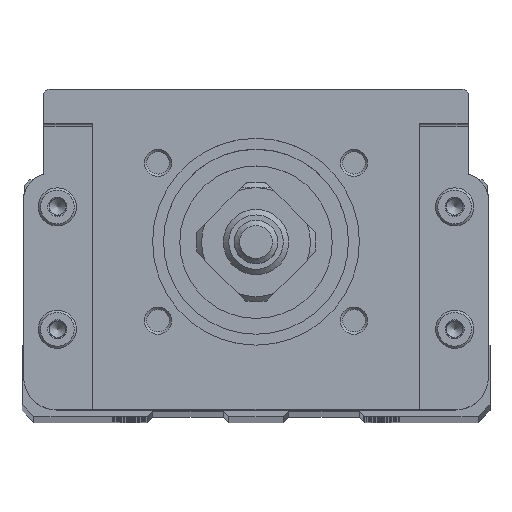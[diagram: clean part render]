
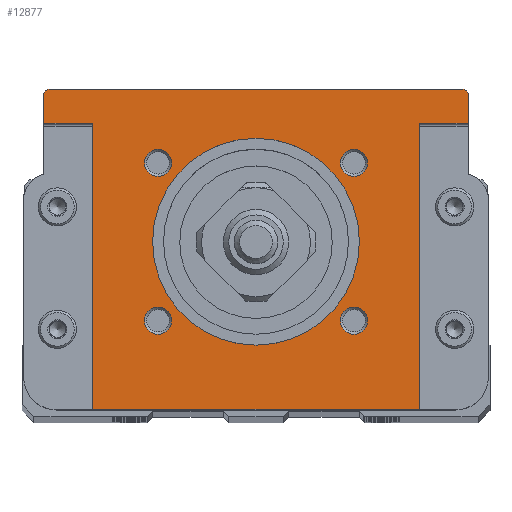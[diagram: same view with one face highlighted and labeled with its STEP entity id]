
A CAD part, top view. The second image highlights one B-rep face of the part: STEP entity #12877.
In plain terms, the highlighted face is planar.
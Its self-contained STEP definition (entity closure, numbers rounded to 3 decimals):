
#112=LINE('',#17411,#959);
#273=LINE('',#17835,#1120);
#278=LINE('',#17853,#1125);
#285=LINE('',#17877,#1132);
#453=LINE('',#18657,#1300);
#456=LINE('',#18665,#1303);
#459=LINE('',#18675,#1306);
#462=LINE('',#18683,#1309);
#959=VECTOR('',#14231,1000.);
#1120=VECTOR('',#14628,1000.);
#1125=VECTOR('',#14645,1000.);
#1132=VECTOR('',#14666,1000.);
#1300=VECTOR('',#15306,1000.);
#1303=VECTOR('',#15313,1000.);
#1306=VECTOR('',#15326,1000.);
#1309=VECTOR('',#15333,1000.);
#3826=ORIENTED_EDGE('',*,*,#5150,.T.);
#3827=ORIENTED_EDGE('',*,*,#5146,.T.);
#3828=ORIENTED_EDGE('',*,*,#5141,.T.);
#3829=ORIENTED_EDGE('',*,*,#5465,.F.);
#3830=ORIENTED_EDGE('',*,*,#5461,.F.);
#3831=ORIENTED_EDGE('',*,*,#4914,.T.);
#3832=ORIENTED_EDGE('',*,*,#5452,.T.);
#3833=ORIENTED_EDGE('',*,*,#5456,.T.);
#3834=ORIENTED_EDGE('',*,*,#5162,.T.);
#3835=ORIENTED_EDGE('',*,*,#5160,.T.);
#3836=ORIENTED_EDGE('',*,*,#5676,.T.);
#3837=ORIENTED_EDGE('',*,*,#5677,.T.);
#3838=ORIENTED_EDGE('',*,*,#5678,.T.);
#3839=ORIENTED_EDGE('',*,*,#5679,.T.);
#3840=ORIENTED_EDGE('',*,*,#5675,.T.);
#4914=EDGE_CURVE('',#6259,#6260,#112,.T.);
#5141=EDGE_CURVE('',#6404,#6405,#273,.T.);
#5146=EDGE_CURVE('',#6408,#6404,#7195,.F.);
#5150=EDGE_CURVE('',#6411,#6408,#278,.T.);
#5160=EDGE_CURVE('',#6420,#6411,#7202,.F.);
#5162=EDGE_CURVE('',#6421,#6420,#285,.T.);
#5452=EDGE_CURVE('',#6260,#6617,#453,.T.);
#5456=EDGE_CURVE('',#6617,#6421,#456,.T.);
#5461=EDGE_CURVE('',#6259,#6622,#459,.T.);
#5465=EDGE_CURVE('',#6622,#6405,#462,.T.);
#5675=EDGE_CURVE('',#6770,#6770,#7402,.T.);
#5676=EDGE_CURVE('',#6771,#6771,#7403,.T.);
#5677=EDGE_CURVE('',#6772,#6772,#7404,.T.);
#5678=EDGE_CURVE('',#6773,#6773,#7405,.T.);
#5679=EDGE_CURVE('',#6774,#6774,#7406,.T.);
#6259=VERTEX_POINT('',#17412);
#6260=VERTEX_POINT('',#17413);
#6404=VERTEX_POINT('',#17836);
#6405=VERTEX_POINT('',#17837);
#6408=VERTEX_POINT('',#17846);
#6411=VERTEX_POINT('',#17854);
#6420=VERTEX_POINT('',#17874);
#6421=VERTEX_POINT('',#17878);
#6617=VERTEX_POINT('',#18658);
#6622=VERTEX_POINT('',#18676);
#6770=VERTEX_POINT('',#19229);
#6771=VERTEX_POINT('',#19232);
#6772=VERTEX_POINT('',#19234);
#6773=VERTEX_POINT('',#19236);
#6774=VERTEX_POINT('',#19238);
#7195=CIRCLE('',#13268,1.);
#7202=CIRCLE('',#13277,1.);
#7402=CIRCLE('',#13799,19.);
#7403=CIRCLE('',#13801,2.5);
#7404=CIRCLE('',#13802,2.5);
#7405=CIRCLE('',#13803,2.5);
#7406=CIRCLE('',#13804,2.5);
#8034=EDGE_LOOP('',(#3826,#3827,#3828,#3829,#3830,#3831,#3832,#3833,#3834,
#3835));
#8035=EDGE_LOOP('',(#3836));
#8036=EDGE_LOOP('',(#3837));
#8037=EDGE_LOOP('',(#3838));
#8038=EDGE_LOOP('',(#3839));
#8039=EDGE_LOOP('',(#3840));
#8885=FACE_BOUND('',#8034,.T.);
#8886=FACE_BOUND('',#8035,.T.);
#8887=FACE_BOUND('',#8036,.T.);
#8888=FACE_BOUND('',#8037,.T.);
#8889=FACE_BOUND('',#8038,.T.);
#8890=FACE_BOUND('',#8039,.T.);
#9430=PLANE('',#13800);
#12877=ADVANCED_FACE('',(#8885,#8886,#8887,#8888,#8889,#8890),#9430,.F.);
#13268=AXIS2_PLACEMENT_3D('',#17845,#14636,#14637);
#13277=AXIS2_PLACEMENT_3D('',#17873,#14661,#14662);
#13799=AXIS2_PLACEMENT_3D('',#19228,#15976,#15977);
#13800=AXIS2_PLACEMENT_3D('',#19230,#15978,#15979);
#13801=AXIS2_PLACEMENT_3D('',#19231,#15980,#15981);
#13802=AXIS2_PLACEMENT_3D('',#19233,#15982,#15983);
#13803=AXIS2_PLACEMENT_3D('',#19235,#15984,#15985);
#13804=AXIS2_PLACEMENT_3D('',#19237,#15986,#15987);
#14231=DIRECTION('',(0.,0.,1.));
#14628=DIRECTION('',(0.,-1.,0.));
#14636=DIRECTION('',(1.,0.,0.));
#14637=DIRECTION('',(0.,0.,-1.));
#14645=DIRECTION('',(0.,0.,-1.));
#14661=DIRECTION('',(1.,0.,0.));
#14662=DIRECTION('',(0.,0.,-1.));
#14666=DIRECTION('',(0.,1.,0.));
#15306=DIRECTION('',(0.,1.,0.));
#15313=DIRECTION('',(0.,0.,1.));
#15326=DIRECTION('',(0.,1.,0.));
#15333=DIRECTION('',(0.,0.,-1.));
#15976=DIRECTION('',(1.,0.,0.));
#15977=DIRECTION('',(0.,0.,-1.));
#15978=DIRECTION('',(1.,0.,0.));
#15979=DIRECTION('',(0.,0.,-1.));
#15980=DIRECTION('',(1.,0.,0.));
#15981=DIRECTION('',(0.,0.,-1.));
#15982=DIRECTION('',(1.,0.,0.));
#15983=DIRECTION('',(0.,0.,-1.));
#15984=DIRECTION('',(1.,0.,0.));
#15985=DIRECTION('',(0.,0.,-1.));
#15986=DIRECTION('',(1.,0.,0.));
#15987=DIRECTION('',(0.,0.,-1.));
#17411=CARTESIAN_POINT('',(-72.5,-30.8,36.7));
#17412=CARTESIAN_POINT('',(-72.5,-30.8,-30.));
#17413=CARTESIAN_POINT('',(-72.5,-30.8,30.));
#17835=CARTESIAN_POINT('',(-72.5,12.528,-39.));
#17836=CARTESIAN_POINT('',(-72.5,27.,-39.));
#17837=CARTESIAN_POINT('',(-72.5,21.8,-39.));
#17845=CARTESIAN_POINT('',(-72.5,27.,-38.));
#17846=CARTESIAN_POINT('',(-72.5,28.,-38.));
#17853=CARTESIAN_POINT('',(-72.5,28.,-38.));
#17854=CARTESIAN_POINT('',(-72.5,28.,38.));
#17873=CARTESIAN_POINT('',(-72.5,27.,38.));
#17874=CARTESIAN_POINT('',(-72.5,27.,39.));
#17877=CARTESIAN_POINT('',(-72.5,27.,39.));
#17878=CARTESIAN_POINT('',(-72.5,21.8,39.));
#18657=CARTESIAN_POINT('',(-72.5,21.3,30.));
#18658=CARTESIAN_POINT('',(-72.5,21.8,30.));
#18665=CARTESIAN_POINT('',(-72.5,21.8,45.));
#18675=CARTESIAN_POINT('',(-72.5,21.3,-30.));
#18676=CARTESIAN_POINT('',(-72.5,21.8,-30.));
#18683=CARTESIAN_POINT('',(-72.5,21.8,-45.));
#19228=CARTESIAN_POINT('',(-72.5,0.,0.));
#19229=CARTESIAN_POINT('',(-72.5,0.,-19.));
#19230=CARTESIAN_POINT('',(-72.5,19.,0.));
#19231=CARTESIAN_POINT('',(-72.5,14.5,18.));
#19232=CARTESIAN_POINT('',(-72.5,14.5,15.5));
#19233=CARTESIAN_POINT('',(-72.5,-14.5,18.));
#19234=CARTESIAN_POINT('',(-72.5,-14.5,15.5));
#19235=CARTESIAN_POINT('',(-72.5,-14.5,-18.));
#19236=CARTESIAN_POINT('',(-72.5,-14.5,-20.5));
#19237=CARTESIAN_POINT('',(-72.5,14.5,-18.));
#19238=CARTESIAN_POINT('',(-72.5,14.5,-20.5));
